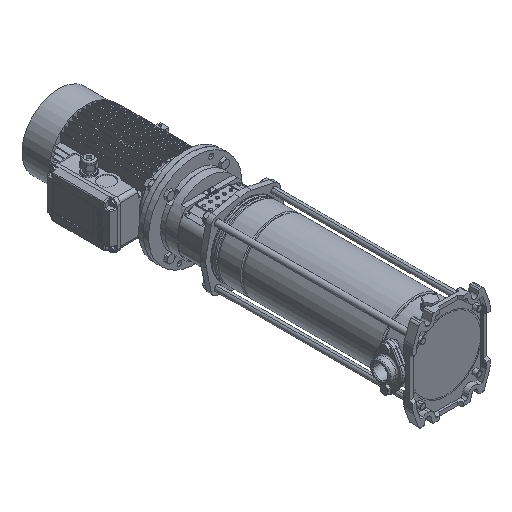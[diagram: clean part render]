
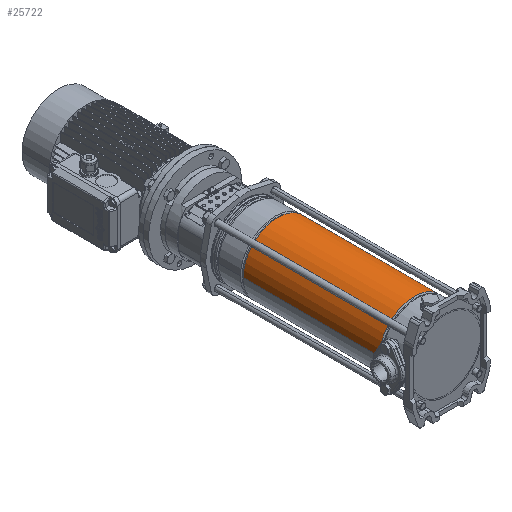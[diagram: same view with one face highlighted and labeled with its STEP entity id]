
A CAD part, isometric view. The second image highlights one B-rep face of the part: STEP entity #25722.
In plain terms, the highlighted cylindrical face has radius 74.4 mm (diameter 148.8 mm), a partial arc.
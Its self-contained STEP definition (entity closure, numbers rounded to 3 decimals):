
#230 = FACE_OUTER_BOUND ( 'NONE', #21238, .T. ) ;
#5518 = DIRECTION ( 'NONE',  ( 0., 0., -1. ) ) ;
#9147 = CIRCLE ( 'NONE', #67478, 74.4 ) ;
#12418 = VECTOR ( 'NONE', #51166, 1000. ) ;
#13756 = DIRECTION ( 'NONE',  ( -1., 0., 0. ) ) ;
#13857 = LINE ( 'NONE', #28553, #34313 ) ;
#18211 = AXIS2_PLACEMENT_3D ( 'NONE', #36278, #47749, #13756 ) ;
#18626 = CARTESIAN_POINT ( 'NONE',  ( 74.4, 0., 67.336 ) ) ;
#19984 = VERTEX_POINT ( 'NONE', #18626 ) ;
#21235 = EDGE_CURVE ( 'NONE', #57307, #39829, #57253, .T. ) ;
#21238 = EDGE_LOOP ( 'NONE', ( #62231, #27993, #25295, #43253 ) ) ;
#22755 = DIRECTION ( 'NONE',  ( 0., 0., -1. ) ) ;
#22783 = EDGE_CURVE ( 'NONE', #29871, #57307, #9147, .T. ) ;
#24286 = CARTESIAN_POINT ( 'NONE',  ( -74.4, 0., 67.336 ) ) ;
#25295 = ORIENTED_EDGE ( 'NONE', *, *, #21235, .T. ) ;
#25722 = ADVANCED_FACE ( 'NONE', ( #230 ), #38504, .T. ) ;
#27339 = CARTESIAN_POINT ( 'NONE',  ( 0., 0., 359.664 ) ) ;
#27400 = DIRECTION ( 'NONE',  ( -1., 0., 0. ) ) ;
#27993 = ORIENTED_EDGE ( 'NONE', *, *, #22783, .T. ) ;
#28553 = CARTESIAN_POINT ( 'NONE',  ( 74.4, 0., 0. ) ) ;
#29871 = VERTEX_POINT ( 'NONE', #59330 ) ;
#34313 = VECTOR ( 'NONE', #50407, 1000. ) ;
#36278 = CARTESIAN_POINT ( 'NONE',  ( 0., 0., 67.336 ) ) ;
#38504 = CYLINDRICAL_SURFACE ( 'NONE', #63130, 74.4 ) ;
#39829 = VERTEX_POINT ( 'NONE', #24286 ) ;
#41214 = EDGE_CURVE ( 'NONE', #19984, #39829, #56015, .T. ) ;
#43253 = ORIENTED_EDGE ( 'NONE', *, *, #41214, .F. ) ;
#47749 = DIRECTION ( 'NONE',  ( 0., 0., -1. ) ) ;
#48035 = CARTESIAN_POINT ( 'NONE',  ( -74.4, 0., 359.664 ) ) ;
#50407 = DIRECTION ( 'NONE',  ( 0., 0., -1. ) ) ;
#51166 = DIRECTION ( 'NONE',  ( 0., 0., -1. ) ) ;
#54590 = DIRECTION ( 'NONE',  ( -1., 0., 0. ) ) ;
#56015 = CIRCLE ( 'NONE', #18211, 74.4 ) ;
#57253 = LINE ( 'NONE', #63337, #12418 ) ;
#57307 = VERTEX_POINT ( 'NONE', #48035 ) ;
#59330 = CARTESIAN_POINT ( 'NONE',  ( 74.4, 0., 359.664 ) ) ;
#62231 = ORIENTED_EDGE ( 'NONE', *, *, #66546, .F. ) ;
#63130 = AXIS2_PLACEMENT_3D ( 'NONE', #65048, #22755, #27400 ) ;
#63337 = CARTESIAN_POINT ( 'NONE',  ( -74.4, 0., 0. ) ) ;
#65048 = CARTESIAN_POINT ( 'NONE',  ( 0., 0., 0. ) ) ;
#66546 = EDGE_CURVE ( 'NONE', #29871, #19984, #13857, .T. ) ;
#67478 = AXIS2_PLACEMENT_3D ( 'NONE', #27339, #5518, #54590 ) ;
